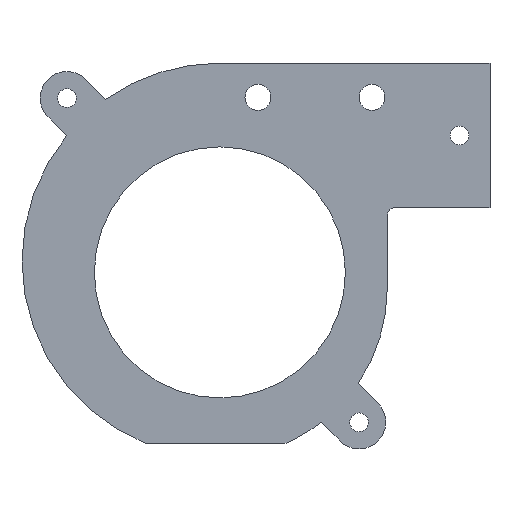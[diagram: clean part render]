
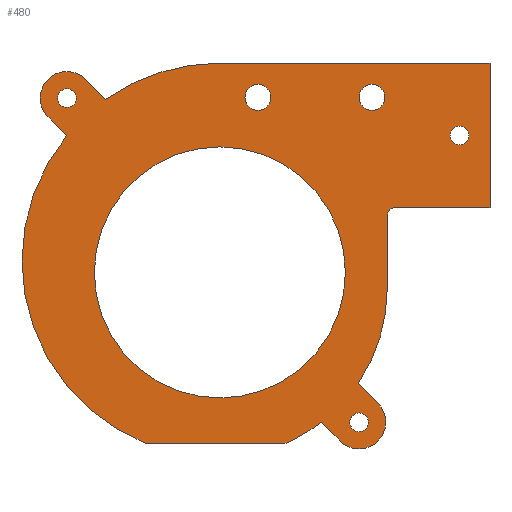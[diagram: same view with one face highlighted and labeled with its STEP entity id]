
A CAD part, left-side view. The second image highlights one B-rep face of the part: STEP entity #480.
In plain terms, the highlighted planar face has unit normal (-1, 0, 0).
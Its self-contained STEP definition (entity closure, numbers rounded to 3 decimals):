
#31=FACE_BOUND('',#110,.T.);
#32=FACE_BOUND('',#111,.T.);
#33=FACE_BOUND('',#112,.T.);
#34=FACE_BOUND('',#113,.T.);
#35=FACE_BOUND('',#114,.T.);
#36=FACE_BOUND('',#115,.T.);
#51=CIRCLE('',#510,22.2);
#52=CIRCLE('',#511,3.5);
#53=CIRCLE('',#512,22.2);
#54=CIRCLE('',#513,1.);
#55=CIRCLE('',#514,26.);
#56=CIRCLE('',#515,3.5);
#57=CIRCLE('',#516,26.);
#58=CIRCLE('',#517,25.8);
#59=CIRCLE('',#518,16.5);
#60=CIRCLE('',#519,1.23);
#61=CIRCLE('',#520,1.23);
#62=CIRCLE('',#521,1.23);
#63=CIRCLE('',#522,1.7);
#64=CIRCLE('',#523,1.7);
#82=FACE_OUTER_BOUND('',#109,.T.);
#109=EDGE_LOOP('',(#342,#343,#344,#345,#346,#347,#348,#349,#350,#351,#352,
#353,#354,#355,#356,#357,#358));
#110=EDGE_LOOP('',(#359));
#111=EDGE_LOOP('',(#360));
#112=EDGE_LOOP('',(#361));
#113=EDGE_LOOP('',(#362));
#114=EDGE_LOOP('',(#363));
#115=EDGE_LOOP('',(#364));
#155=LINE('',#720,#190);
#159=LINE('',#730,#194);
#160=LINE('',#734,#195);
#161=LINE('',#738,#196);
#162=LINE('',#742,#197);
#163=LINE('',#744,#198);
#164=LINE('',#746,#199);
#165=LINE('',#750,#200);
#166=LINE('',#754,#201);
#190=VECTOR('',#569,18.225);
#194=VECTOR('',#577,3.492);
#195=VECTOR('',#580,3.736);
#196=VECTOR('',#583,9.6);
#197=VECTOR('',#586,12.5);
#198=VECTOR('',#587,19.);
#199=VECTOR('',#588,35.5);
#200=VECTOR('',#591,3.703);
#201=VECTOR('',#594,3.492);
#225=VERTEX_POINT('',#718);
#226=VERTEX_POINT('',#719);
#229=VERTEX_POINT('',#727);
#230=VERTEX_POINT('',#729);
#231=VERTEX_POINT('',#731);
#232=VERTEX_POINT('',#733);
#233=VERTEX_POINT('',#735);
#234=VERTEX_POINT('',#737);
#235=VERTEX_POINT('',#739);
#236=VERTEX_POINT('',#741);
#237=VERTEX_POINT('',#743);
#238=VERTEX_POINT('',#745);
#239=VERTEX_POINT('',#747);
#240=VERTEX_POINT('',#749);
#241=VERTEX_POINT('',#751);
#242=VERTEX_POINT('',#753);
#243=VERTEX_POINT('',#755);
#244=VERTEX_POINT('',#758);
#245=VERTEX_POINT('',#760);
#246=VERTEX_POINT('',#762);
#247=VERTEX_POINT('',#764);
#248=VERTEX_POINT('',#766);
#249=VERTEX_POINT('',#768);
#273=EDGE_CURVE('',#225,#226,#155,.T.);
#277=EDGE_CURVE('',#229,#226,#51,.T.);
#278=EDGE_CURVE('',#230,#229,#159,.T.);
#279=EDGE_CURVE('',#231,#230,#52,.T.);
#280=EDGE_CURVE('',#232,#231,#160,.T.);
#281=EDGE_CURVE('',#233,#232,#53,.T.);
#282=EDGE_CURVE('',#234,#233,#161,.T.);
#283=EDGE_CURVE('',#235,#234,#54,.T.);
#284=EDGE_CURVE('',#236,#235,#162,.T.);
#285=EDGE_CURVE('',#236,#237,#163,.T.);
#286=EDGE_CURVE('',#237,#238,#164,.T.);
#287=EDGE_CURVE('',#239,#238,#55,.T.);
#288=EDGE_CURVE('',#240,#239,#165,.T.);
#289=EDGE_CURVE('',#241,#240,#56,.T.);
#290=EDGE_CURVE('',#242,#241,#166,.T.);
#291=EDGE_CURVE('',#243,#242,#57,.T.);
#292=EDGE_CURVE('',#225,#243,#58,.T.);
#293=EDGE_CURVE('',#244,#244,#59,.T.);
#294=EDGE_CURVE('',#245,#245,#60,.T.);
#295=EDGE_CURVE('',#246,#246,#61,.T.);
#296=EDGE_CURVE('',#247,#247,#62,.T.);
#297=EDGE_CURVE('',#248,#248,#63,.T.);
#298=EDGE_CURVE('',#249,#249,#64,.T.);
#342=ORIENTED_EDGE('',*,*,#273,.T.);
#343=ORIENTED_EDGE('',*,*,#277,.F.);
#344=ORIENTED_EDGE('',*,*,#278,.F.);
#345=ORIENTED_EDGE('',*,*,#279,.F.);
#346=ORIENTED_EDGE('',*,*,#280,.F.);
#347=ORIENTED_EDGE('',*,*,#281,.F.);
#348=ORIENTED_EDGE('',*,*,#282,.F.);
#349=ORIENTED_EDGE('',*,*,#283,.F.);
#350=ORIENTED_EDGE('',*,*,#284,.F.);
#351=ORIENTED_EDGE('',*,*,#285,.T.);
#352=ORIENTED_EDGE('',*,*,#286,.T.);
#353=ORIENTED_EDGE('',*,*,#287,.F.);
#354=ORIENTED_EDGE('',*,*,#288,.F.);
#355=ORIENTED_EDGE('',*,*,#289,.F.);
#356=ORIENTED_EDGE('',*,*,#290,.F.);
#357=ORIENTED_EDGE('',*,*,#291,.F.);
#358=ORIENTED_EDGE('',*,*,#292,.F.);
#359=ORIENTED_EDGE('',*,*,#293,.F.);
#360=ORIENTED_EDGE('',*,*,#294,.T.);
#361=ORIENTED_EDGE('',*,*,#295,.T.);
#362=ORIENTED_EDGE('',*,*,#296,.T.);
#363=ORIENTED_EDGE('',*,*,#297,.T.);
#364=ORIENTED_EDGE('',*,*,#298,.T.);
#469=PLANE('',#509);
#480=ADVANCED_FACE('',(#82,#31,#32,#33,#34,#35,#36),#469,.T.);
#509=AXIS2_PLACEMENT_3D('',#726,#573,#574);
#510=AXIS2_PLACEMENT_3D('',#728,#575,#576);
#511=AXIS2_PLACEMENT_3D('',#732,#578,#579);
#512=AXIS2_PLACEMENT_3D('',#736,#581,#582);
#513=AXIS2_PLACEMENT_3D('',#740,#584,#585);
#514=AXIS2_PLACEMENT_3D('',#748,#589,#590);
#515=AXIS2_PLACEMENT_3D('',#752,#592,#593);
#516=AXIS2_PLACEMENT_3D('',#756,#595,#596);
#517=AXIS2_PLACEMENT_3D('',#757,#597,#598);
#518=AXIS2_PLACEMENT_3D('',#759,#599,#600);
#519=AXIS2_PLACEMENT_3D('',#761,#601,#602);
#520=AXIS2_PLACEMENT_3D('',#763,#603,#604);
#521=AXIS2_PLACEMENT_3D('',#765,#605,#606);
#522=AXIS2_PLACEMENT_3D('',#767,#607,#608);
#523=AXIS2_PLACEMENT_3D('',#769,#609,#610);
#569=DIRECTION('',(0.,-1.,0.));
#573=DIRECTION('center_axis',(-1.,0.,0.));
#574=DIRECTION('ref_axis',(0.,0.,1.));
#575=DIRECTION('center_axis',(1.,0.,0.));
#576=DIRECTION('ref_axis',(0.,0.,1.));
#577=DIRECTION('',(0.,0.704,0.711));
#578=DIRECTION('center_axis',(1.,0.,0.));
#579=DIRECTION('ref_axis',(0.,-0.711,0.704));
#580=DIRECTION('',(0.,-0.704,-0.711));
#581=DIRECTION('center_axis',(1.,0.,0.));
#582=DIRECTION('ref_axis',(0.,0.827,0.562));
#583=DIRECTION('',(0.,0.,-1.));
#584=DIRECTION('center_axis',(-1.,0.,0.));
#585=DIRECTION('ref_axis',(0.,0.,1.));
#586=DIRECTION('',(0.,1.,0.));
#587=DIRECTION('',(0.,0.,1.));
#588=DIRECTION('',(0.,1.,0.));
#589=DIRECTION('center_axis',(1.,0.,0.));
#590=DIRECTION('ref_axis',(0.,0.,-1.));
#591=DIRECTION('',(0.,-0.704,-0.711));
#592=DIRECTION('center_axis',(1.,0.,0.));
#593=DIRECTION('ref_axis',(0.,0.711,-0.704));
#594=DIRECTION('',(0.,0.704,0.711));
#595=DIRECTION('center_axis',(1.,0.,0.));
#596=DIRECTION('ref_axis',(0.,-0.774,-0.633));
#597=DIRECTION('center_axis',(1.,0.,0.));
#598=DIRECTION('ref_axis',(0.,-1.,0.));
#599=DIRECTION('center_axis',(-1.,0.,0.));
#600=DIRECTION('ref_axis',(0.,0.,-1.));
#601=DIRECTION('center_axis',(1.,0.,0.));
#602=DIRECTION('ref_axis',(0.,0.,1.));
#603=DIRECTION('center_axis',(1.,0.,0.));
#604=DIRECTION('ref_axis',(0.,0.,1.));
#605=DIRECTION('center_axis',(1.,0.,0.));
#606=DIRECTION('ref_axis',(0.,0.,1.));
#607=DIRECTION('center_axis',(1.,0.,0.));
#608=DIRECTION('ref_axis',(0.,0.,-1.));
#609=DIRECTION('center_axis',(1.,0.,0.));
#610=DIRECTION('ref_axis',(0.,0.,-1.));
#718=CARTESIAN_POINT('',(-25.514,12.356,-17.5));
#719=CARTESIAN_POINT('',(-25.514,-5.869,-17.5));
#720=CARTESIAN_POINT('',(-25.514,-10.228,-17.5));
#726=CARTESIAN_POINT('Origin',(-25.514,-32.812,0.));
#727=CARTESIAN_POINT('',(-25.514,-10.668,-14.681));
#728=CARTESIAN_POINT('Origin',(-25.514,2.888,2.9));
#729=CARTESIAN_POINT('',(-25.514,-13.125,-17.163));
#730=CARTESIAN_POINT('',(-25.514,-12.479,-16.51));
#731=CARTESIAN_POINT('',(-25.514,-18.099,-12.237));
#732=CARTESIAN_POINT('Origin',(-25.514,-15.612,-14.7));
#733=CARTESIAN_POINT('',(-25.514,-15.47,-9.582));
#734=CARTESIAN_POINT('',(-25.514,-18.682,-12.826));
#735=CARTESIAN_POINT('',(-25.514,-19.312,2.9));
#736=CARTESIAN_POINT('Origin',(-25.514,2.888,2.9));
#737=CARTESIAN_POINT('',(-25.514,-19.312,12.5));
#738=CARTESIAN_POINT('',(-25.514,-19.312,1.45));
#739=CARTESIAN_POINT('',(-25.514,-20.312,13.5));
#740=CARTESIAN_POINT('Origin',(-25.514,-20.312,12.5));
#741=CARTESIAN_POINT('',(-25.514,-32.812,13.5));
#742=CARTESIAN_POINT('',(-25.514,-27.612,13.5));
#743=CARTESIAN_POINT('',(-25.514,-32.812,32.5));
#744=CARTESIAN_POINT('',(-25.514,-32.812,0.));
#745=CARTESIAN_POINT('',(-25.514,2.688,32.5));
#746=CARTESIAN_POINT('',(-25.514,28.688,32.5));
#747=CARTESIAN_POINT('',(-25.514,17.696,27.731));
#748=CARTESIAN_POINT('Origin',(-25.514,2.688,6.5));
#749=CARTESIAN_POINT('',(-25.514,20.301,30.363));
#750=CARTESIAN_POINT('',(-25.514,-1.739,8.103));
#751=CARTESIAN_POINT('',(-25.514,25.275,25.437));
#752=CARTESIAN_POINT('Origin',(-25.514,22.788,27.9));
#753=CARTESIAN_POINT('',(-25.514,22.818,22.956));
#754=CARTESIAN_POINT('',(-25.514,4.538,4.494));
#755=CARTESIAN_POINT('',(-25.514,28.688,6.5));
#756=CARTESIAN_POINT('Origin',(-25.514,2.688,6.5));
#757=CARTESIAN_POINT('Origin',(-25.514,2.888,6.5));
#758=CARTESIAN_POINT('',(-25.514,2.688,21.5));
#759=CARTESIAN_POINT('Origin',(-25.514,2.688,5.));
#760=CARTESIAN_POINT('',(-25.514,-15.612,-13.47));
#761=CARTESIAN_POINT('Origin',(-25.514,-15.612,-14.7));
#762=CARTESIAN_POINT('',(-25.514,22.788,29.13));
#763=CARTESIAN_POINT('Origin',(-25.514,22.788,27.9));
#764=CARTESIAN_POINT('',(-25.514,-28.812,24.229));
#765=CARTESIAN_POINT('Origin',(-25.514,-28.812,23.));
#766=CARTESIAN_POINT('',(-25.514,-2.312,29.7));
#767=CARTESIAN_POINT('Origin',(-25.514,-2.312,28.));
#768=CARTESIAN_POINT('',(-25.514,-17.312,29.7));
#769=CARTESIAN_POINT('Origin',(-25.514,-17.312,28.));
